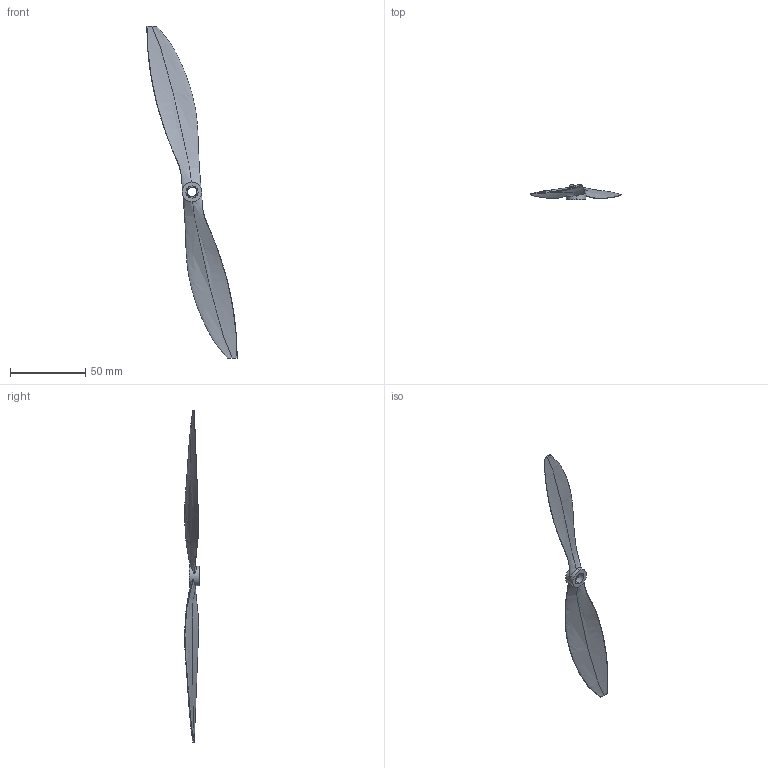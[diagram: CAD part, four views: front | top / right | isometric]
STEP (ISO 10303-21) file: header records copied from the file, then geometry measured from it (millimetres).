
FILE_DESCRIPTION (( 'STEP AP203' ), '1' );
FILE_NAME ('9x4.7V3_drone_2_Default_sldprt.STEP', '2023-12-01T19:26:50', ( '' ), ( '' ), 'SwSTEP 2.0', 'SolidWorks 2023', '' );
FILE_SCHEMA (( 'CONFIG_CONTROL_DESIGN' ));
Length unit declared in the file: millimetre
Products named in the file (1): 9x4.7V3_drone_2_Default_sldprt
Bounding box: 60 x 9.97 x 221 mm (x, y, z)
Volume: 5558 mm3; surface area: 9176.7 mm2
Topology: 1 solids, 1 shells, 22 faces, 57 edges, 39 vertices
Faces by surface type: cylinder 8, bspline 8, plane 6
Entity records: 4343 total; most frequent: CARTESIAN_POINT 3801, ORIENTED_EDGE 114, DIRECTION 62, EDGE_CURVE 57, VERTEX_POINT 39, B_SPLINE_CURVE_WITH_KNOTS 36, EDGE_LOOP 26, AXIS2_PLACEMENT_3D 26
